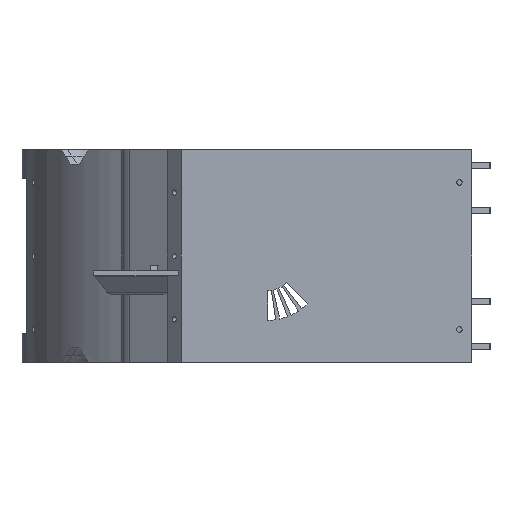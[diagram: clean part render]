
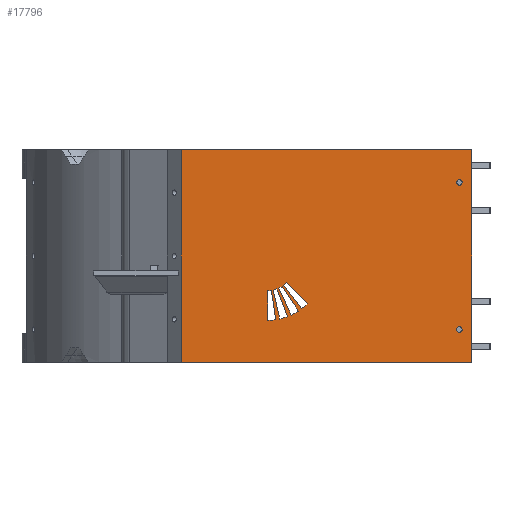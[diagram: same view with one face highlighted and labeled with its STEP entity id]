
A CAD part, front view. The second image highlights one B-rep face of the part: STEP entity #17796.
In plain terms, the highlighted planar face has unit normal (0, -1, 0).
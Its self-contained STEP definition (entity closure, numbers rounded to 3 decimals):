
#587=FACE_BOUND('',#2187,.T.);
#588=FACE_BOUND('',#2188,.T.);
#589=FACE_BOUND('',#2189,.T.);
#590=FACE_BOUND('',#2190,.T.);
#591=FACE_BOUND('',#2191,.T.);
#592=FACE_BOUND('',#2192,.T.);
#690=CIRCLE('',#18967,27.5);
#691=CIRCLE('',#18968,13.);
#692=CIRCLE('',#18969,27.5);
#693=CIRCLE('',#18970,13.);
#694=CIRCLE('',#18971,27.5);
#695=CIRCLE('',#18972,13.);
#696=CIRCLE('',#18973,27.5);
#697=CIRCLE('',#18974,13.);
#698=CIRCLE('',#18975,1.35);
#699=CIRCLE('',#18976,1.35);
#1118=FACE_OUTER_BOUND('',#2186,.T.);
#2186=EDGE_LOOP('',(#11710,#11711,#11712,#11713));
#2187=EDGE_LOOP('',(#11714,#11715,#11716,#11717));
#2188=EDGE_LOOP('',(#11718,#11719,#11720,#11721));
#2189=EDGE_LOOP('',(#11722,#11723,#11724,#11725));
#2190=EDGE_LOOP('',(#11726,#11727,#11728,#11729));
#2191=EDGE_LOOP('',(#11730));
#2192=EDGE_LOOP('',(#11731));
#3357=LINE('',#25528,#5362);
#3358=LINE('',#25530,#5363);
#3359=LINE('',#25532,#5364);
#3360=LINE('',#25533,#5365);
#3361=LINE('',#25536,#5366);
#3362=LINE('',#25540,#5367);
#3363=LINE('',#25544,#5368);
#3364=LINE('',#25548,#5369);
#3365=LINE('',#25552,#5370);
#3366=LINE('',#25556,#5371);
#3367=LINE('',#25560,#5372);
#3368=LINE('',#25564,#5373);
#5362=VECTOR('',#20487,10.);
#5363=VECTOR('',#20488,10.);
#5364=VECTOR('',#20489,10.);
#5365=VECTOR('',#20490,10.);
#5366=VECTOR('',#20491,10.);
#5367=VECTOR('',#20494,10.);
#5368=VECTOR('',#20497,10.);
#5369=VECTOR('',#20500,10.);
#5370=VECTOR('',#20503,10.);
#5371=VECTOR('',#20506,10.);
#5372=VECTOR('',#20509,10.);
#5373=VECTOR('',#20512,10.);
#7367=VERTEX_POINT('',#25526);
#7368=VERTEX_POINT('',#25527);
#7369=VERTEX_POINT('',#25529);
#7370=VERTEX_POINT('',#25531);
#7371=VERTEX_POINT('',#25534);
#7372=VERTEX_POINT('',#25535);
#7373=VERTEX_POINT('',#25537);
#7374=VERTEX_POINT('',#25539);
#7375=VERTEX_POINT('',#25542);
#7376=VERTEX_POINT('',#25543);
#7377=VERTEX_POINT('',#25545);
#7378=VERTEX_POINT('',#25547);
#7379=VERTEX_POINT('',#25550);
#7380=VERTEX_POINT('',#25551);
#7381=VERTEX_POINT('',#25553);
#7382=VERTEX_POINT('',#25555);
#7383=VERTEX_POINT('',#25558);
#7384=VERTEX_POINT('',#25559);
#7385=VERTEX_POINT('',#25561);
#7386=VERTEX_POINT('',#25563);
#7387=VERTEX_POINT('',#25566);
#7388=VERTEX_POINT('',#25568);
#9090=EDGE_CURVE('',#7367,#7368,#3357,.T.);
#9091=EDGE_CURVE('',#7369,#7367,#3358,.T.);
#9092=EDGE_CURVE('',#7369,#7370,#3359,.T.);
#9093=EDGE_CURVE('',#7370,#7368,#3360,.T.);
#9094=EDGE_CURVE('',#7371,#7372,#3361,.T.);
#9095=EDGE_CURVE('',#7372,#7373,#690,.T.);
#9096=EDGE_CURVE('',#7373,#7374,#3362,.T.);
#9097=EDGE_CURVE('',#7374,#7371,#691,.T.);
#9098=EDGE_CURVE('',#7375,#7376,#3363,.T.);
#9099=EDGE_CURVE('',#7376,#7377,#692,.T.);
#9100=EDGE_CURVE('',#7377,#7378,#3364,.T.);
#9101=EDGE_CURVE('',#7378,#7375,#693,.T.);
#9102=EDGE_CURVE('',#7379,#7380,#3365,.T.);
#9103=EDGE_CURVE('',#7380,#7381,#694,.T.);
#9104=EDGE_CURVE('',#7381,#7382,#3366,.T.);
#9105=EDGE_CURVE('',#7382,#7379,#695,.T.);
#9106=EDGE_CURVE('',#7383,#7384,#3367,.T.);
#9107=EDGE_CURVE('',#7384,#7385,#696,.T.);
#9108=EDGE_CURVE('',#7385,#7386,#3368,.T.);
#9109=EDGE_CURVE('',#7386,#7383,#697,.T.);
#9110=EDGE_CURVE('',#7387,#7387,#698,.T.);
#9111=EDGE_CURVE('',#7388,#7388,#699,.T.);
#11710=ORIENTED_EDGE('',*,*,#9090,.F.);
#11711=ORIENTED_EDGE('',*,*,#9091,.F.);
#11712=ORIENTED_EDGE('',*,*,#9092,.T.);
#11713=ORIENTED_EDGE('',*,*,#9093,.T.);
#11714=ORIENTED_EDGE('',*,*,#9094,.T.);
#11715=ORIENTED_EDGE('',*,*,#9095,.T.);
#11716=ORIENTED_EDGE('',*,*,#9096,.T.);
#11717=ORIENTED_EDGE('',*,*,#9097,.T.);
#11718=ORIENTED_EDGE('',*,*,#9098,.T.);
#11719=ORIENTED_EDGE('',*,*,#9099,.T.);
#11720=ORIENTED_EDGE('',*,*,#9100,.T.);
#11721=ORIENTED_EDGE('',*,*,#9101,.T.);
#11722=ORIENTED_EDGE('',*,*,#9102,.T.);
#11723=ORIENTED_EDGE('',*,*,#9103,.T.);
#11724=ORIENTED_EDGE('',*,*,#9104,.T.);
#11725=ORIENTED_EDGE('',*,*,#9105,.T.);
#11726=ORIENTED_EDGE('',*,*,#9106,.T.);
#11727=ORIENTED_EDGE('',*,*,#9107,.T.);
#11728=ORIENTED_EDGE('',*,*,#9108,.T.);
#11729=ORIENTED_EDGE('',*,*,#9109,.T.);
#11730=ORIENTED_EDGE('',*,*,#9110,.T.);
#11731=ORIENTED_EDGE('',*,*,#9111,.T.);
#16950=PLANE('',#18966);
#17796=ADVANCED_FACE('',(#1118,#587,#588,#589,#590,#591,#592),#16950,.T.);
#18966=AXIS2_PLACEMENT_3D('',#25525,#20485,#20486);
#18967=AXIS2_PLACEMENT_3D('',#25538,#20492,#20493);
#18968=AXIS2_PLACEMENT_3D('',#25541,#20495,#20496);
#18969=AXIS2_PLACEMENT_3D('',#25546,#20498,#20499);
#18970=AXIS2_PLACEMENT_3D('',#25549,#20501,#20502);
#18971=AXIS2_PLACEMENT_3D('',#25554,#20504,#20505);
#18972=AXIS2_PLACEMENT_3D('',#25557,#20507,#20508);
#18973=AXIS2_PLACEMENT_3D('',#25562,#20510,#20511);
#18974=AXIS2_PLACEMENT_3D('',#25565,#20513,#20514);
#18975=AXIS2_PLACEMENT_3D('',#25567,#20515,#20516);
#18976=AXIS2_PLACEMENT_3D('',#25569,#20517,#20518);
#20485=DIRECTION('center_axis',(0.,-1.,0.));
#20486=DIRECTION('ref_axis',(1.,0.,0.));
#20487=DIRECTION('',(0.,0.,1.));
#20488=DIRECTION('',(-1.,0.,0.));
#20489=DIRECTION('',(0.,0.,1.));
#20490=DIRECTION('',(-1.,0.,0.));
#20491=DIRECTION('',(0.549,0.,-0.835));
#20492=DIRECTION('center_axis',(0.,1.,0.));
#20493=DIRECTION('ref_axis',(1.,0.,0.));
#20494=DIRECTION('',(-0.423,0.,0.906));
#20495=DIRECTION('center_axis',(0.,-1.,0.));
#20496=DIRECTION('ref_axis',(-1.,0.,0.));
#20497=DIRECTION('',(0.356,0.,-0.935));
#20498=DIRECTION('center_axis',(0.,1.,0.));
#20499=DIRECTION('ref_axis',(1.,0.,0.));
#20500=DIRECTION('',(-0.216,0.,0.976));
#20501=DIRECTION('center_axis',(0.,-1.,0.));
#20502=DIRECTION('ref_axis',(-1.,0.,0.));
#20503=DIRECTION('',(0.717,0.,-0.697));
#20504=DIRECTION('center_axis',(0.,1.,0.));
#20505=DIRECTION('ref_axis',(1.,0.,0.));
#20506=DIRECTION('',(-0.609,0.,0.793));
#20507=DIRECTION('center_axis',(0.,-1.,0.));
#20508=DIRECTION('ref_axis',(-1.,0.,0.));
#20509=DIRECTION('',(0.145,0.,-0.989));
#20510=DIRECTION('center_axis',(0.,1.,0.));
#20511=DIRECTION('ref_axis',(1.,0.,0.));
#20512=DIRECTION('',(0.,0.,1.));
#20513=DIRECTION('center_axis',(0.,-1.,0.));
#20514=DIRECTION('ref_axis',(-1.,0.,0.));
#20515=DIRECTION('center_axis',(0.,1.,0.));
#20516=DIRECTION('ref_axis',(1.,0.,0.));
#20517=DIRECTION('center_axis',(0.,1.,0.));
#20518=DIRECTION('ref_axis',(1.,0.,0.));
#25525=CARTESIAN_POINT('Origin',(-33.,-33.,0.));
#25526=CARTESIAN_POINT('',(-33.,-33.,-7.));
#25527=CARTESIAN_POINT('',(-33.,-33.,97.));
#25528=CARTESIAN_POINT('',(-33.,-33.,0.));
#25529=CARTESIAN_POINT('',(109.,-33.,-7.));
#25530=CARTESIAN_POINT('',(109.,-33.,-7.));
#25531=CARTESIAN_POINT('',(109.,-33.,97.));
#25532=CARTESIAN_POINT('',(109.,-33.,0.));
#25533=CARTESIAN_POINT('',(109.,-33.,97.));
#25534=CARTESIAN_POINT('',(16.277,-33.,30.144));
#25535=CARTESIAN_POINT('',(24.245,-33.,18.029));
#25536=CARTESIAN_POINT('',(15.758,-33.,30.934));
#25537=CARTESIAN_POINT('',(20.756,-33.,16.082));
#25538=CARTESIAN_POINT('Origin',(9.134,-33.,41.005));
#25539=CARTESIAN_POINT('',(14.628,-33.,29.223));
#25540=CARTESIAN_POINT('',(19.035,-33.,19.772));
#25541=CARTESIAN_POINT('Origin',(9.134,-33.,41.005));
#25542=CARTESIAN_POINT('',(13.757,-33.,28.855));
#25543=CARTESIAN_POINT('',(18.914,-33.,15.303));
#25544=CARTESIAN_POINT('',(15.596,-33.,24.023));
#25545=CARTESIAN_POINT('',(15.086,-33.,14.157));
#25546=CARTESIAN_POINT('Origin',(9.134,-33.,41.005));
#25547=CARTESIAN_POINT('',(11.948,-33.,28.314));
#25548=CARTESIAN_POINT('',(15.456,-33.,12.491));
#25549=CARTESIAN_POINT('Origin',(9.134,-33.,41.005));
#25550=CARTESIAN_POINT('',(18.459,-33.,31.948));
#25551=CARTESIAN_POINT('',(28.86,-33.,21.844));
#25552=CARTESIAN_POINT('',(13.204,-33.,37.052));
#25553=CARTESIAN_POINT('',(25.875,-33.,19.188));
#25554=CARTESIAN_POINT('Origin',(9.134,-33.,41.005));
#25555=CARTESIAN_POINT('',(17.048,-33.,30.692));
#25556=CARTESIAN_POINT('',(19.599,-33.,27.367));
#25557=CARTESIAN_POINT('Origin',(9.134,-33.,41.005));
#25558=CARTESIAN_POINT('',(11.018,-33.,28.143));
#25559=CARTESIAN_POINT('',(13.119,-33.,13.796));
#25560=CARTESIAN_POINT('',(12.573,-33.,17.522));
#25561=CARTESIAN_POINT('',(9.134,-33.,13.505));
#25562=CARTESIAN_POINT('Origin',(9.134,-33.,41.005));
#25563=CARTESIAN_POINT('',(9.134,-33.,28.005));
#25564=CARTESIAN_POINT('',(9.134,-33.,6.753));
#25565=CARTESIAN_POINT('Origin',(9.134,-33.,41.005));
#25566=CARTESIAN_POINT('',(101.65,-33.,81.));
#25567=CARTESIAN_POINT('Origin',(103.,-33.,81.));
#25568=CARTESIAN_POINT('',(101.65,-33.,9.));
#25569=CARTESIAN_POINT('Origin',(103.,-33.,9.));
